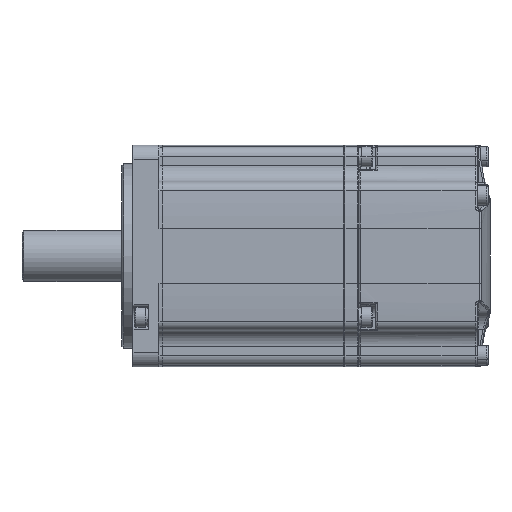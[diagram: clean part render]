
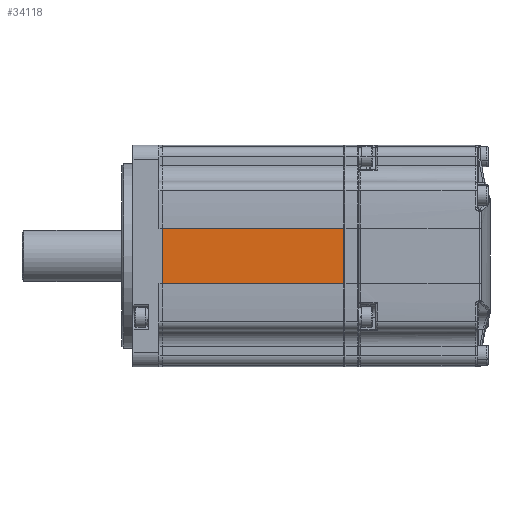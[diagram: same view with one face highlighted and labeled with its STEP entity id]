
A CAD part, front view. The second image highlights one B-rep face of the part: STEP entity #34118.
In plain terms, the highlighted planar face has unit normal (0, -1, 0).
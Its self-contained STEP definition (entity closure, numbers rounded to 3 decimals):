
#3124 = EDGE_LOOP ( 'NONE', ( #74212, #47160, #63186, #78198 ) ) ;
#5601 = CARTESIAN_POINT ( 'NONE',  ( -7.5, -30., 0. ) ) ;
#6738 = VECTOR ( 'NONE', #18899, 1000. ) ;
#7692 = CARTESIAN_POINT ( 'NONE',  ( 7.5, -30., 0. ) ) ;
#14040 = CARTESIAN_POINT ( 'NONE',  ( -7.5, -30., 49. ) ) ;
#14087 = EDGE_CURVE ( 'NONE', #34485, #63416, #36627, .T. ) ;
#18139 = FACE_OUTER_BOUND ( 'NONE', #3124, .T. ) ;
#18899 = DIRECTION ( 'NONE',  ( 1., 0., 0. ) ) ;
#21124 = VECTOR ( 'NONE', #50533, 1000. ) ;
#30707 = DIRECTION ( 'NONE',  ( 1., 0., 0. ) ) ;
#30935 = VECTOR ( 'NONE', #58719, 1000. ) ;
#32980 = EDGE_CURVE ( 'NONE', #34182, #71332, #42603, .T. ) ;
#34118 = ADVANCED_FACE ( 'NONE', ( #18139 ), #64804, .F. ) ;
#34182 = VERTEX_POINT ( 'NONE', #78105 ) ;
#34485 = VERTEX_POINT ( 'NONE', #48723 ) ;
#35599 = LINE ( 'NONE', #35878, #51191 ) ;
#35878 = CARTESIAN_POINT ( 'NONE',  ( -7.5, -30., 49. ) ) ;
#36627 = LINE ( 'NONE', #38329, #21124 ) ;
#38329 = CARTESIAN_POINT ( 'NONE',  ( -7.5, -30., 49. ) ) ;
#39274 = DIRECTION ( 'NONE',  ( 1., 0., 0. ) ) ;
#42603 = LINE ( 'NONE', #70727, #30935 ) ;
#47160 = ORIENTED_EDGE ( 'NONE', *, *, #32980, .F. ) ;
#48723 = CARTESIAN_POINT ( 'NONE',  ( -7.5, -30., 49. ) ) ;
#50533 = DIRECTION ( 'NONE',  ( 0., 0., -1. ) ) ;
#51191 = VECTOR ( 'NONE', #30707, 1000. ) ;
#57464 = DIRECTION ( 'NONE',  ( 0., 1., 0. ) ) ;
#57960 = EDGE_CURVE ( 'NONE', #63416, #71332, #79655, .T. ) ;
#58719 = DIRECTION ( 'NONE',  ( 0., 0., -1. ) ) ;
#60352 = AXIS2_PLACEMENT_3D ( 'NONE', #14040, #57464, #39274 ) ;
#63186 = ORIENTED_EDGE ( 'NONE', *, *, #71735, .F. ) ;
#63416 = VERTEX_POINT ( 'NONE', #5601 ) ;
#64804 = PLANE ( 'NONE',  #60352 ) ;
#70727 = CARTESIAN_POINT ( 'NONE',  ( 7.5, -30., 49. ) ) ;
#71332 = VERTEX_POINT ( 'NONE', #7692 ) ;
#71735 = EDGE_CURVE ( 'NONE', #34485, #34182, #35599, .T. ) ;
#74212 = ORIENTED_EDGE ( 'NONE', *, *, #57960, .T. ) ;
#74624 = CARTESIAN_POINT ( 'NONE',  ( -7.5, -30., 0. ) ) ;
#78105 = CARTESIAN_POINT ( 'NONE',  ( 7.5, -30., 49. ) ) ;
#78198 = ORIENTED_EDGE ( 'NONE', *, *, #14087, .T. ) ;
#79655 = LINE ( 'NONE', #74624, #6738 ) ;
